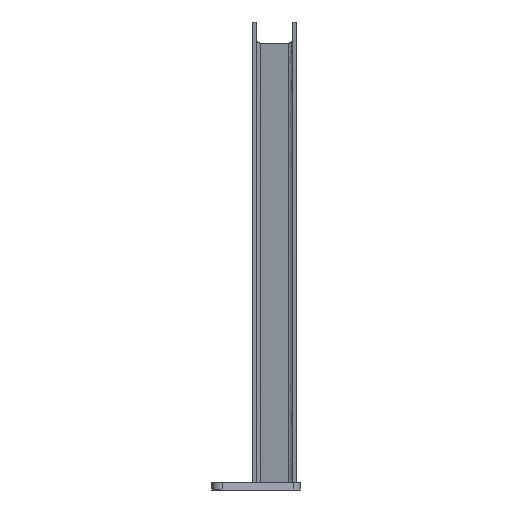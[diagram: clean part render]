
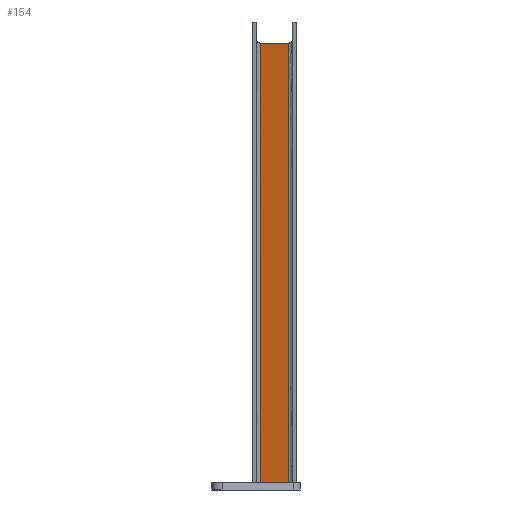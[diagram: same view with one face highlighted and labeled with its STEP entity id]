
A CAD part, left-side view. The second image highlights one B-rep face of the part: STEP entity #154.
In plain terms, the highlighted planar face has unit normal (-0.985, 0, -0.174).
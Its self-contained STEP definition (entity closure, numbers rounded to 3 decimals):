
#154=ADVANCED_FACE('',(#208),#1020,.T.);
#208=FACE_OUTER_BOUND('',#262,.T.);
#262=EDGE_LOOP('',(#413,#414,#415,#416));
#413=ORIENTED_EDGE('',*,*,#643,.T.);
#414=ORIENTED_EDGE('',*,*,#644,.T.);
#415=ORIENTED_EDGE('',*,*,#645,.T.);
#416=ORIENTED_EDGE('',*,*,#646,.F.);
#643=EDGE_CURVE('',#947,#948,#844,.T.);
#644=EDGE_CURVE('',#948,#949,#845,.T.);
#645=EDGE_CURVE('',#949,#950,#846,.T.);
#646=EDGE_CURVE('',#947,#950,#847,.T.);
#844=B_SPLINE_CURVE_WITH_KNOTS('',1,(#1498,#1499),.UNSPECIFIED.,.F.,.F.,
(2,2),(-0.465,4.215),.UNSPECIFIED.);
#845=B_SPLINE_CURVE_WITH_KNOTS('',1,(#1500,#1501),.UNSPECIFIED.,.F.,.F.,
(2,2),(4.314,80.333),.UNSPECIFIED.);
#846=B_SPLINE_CURVE_WITH_KNOTS('',1,(#1502,#1503),.UNSPECIFIED.,.F.,.F.,
(2,2),(-4.215,0.465),.UNSPECIFIED.);
#847=B_SPLINE_CURVE_WITH_KNOTS('',1,(#1504,#1505),.UNSPECIFIED.,.F.,.F.,
(2,2),(4.314,80.333),.UNSPECIFIED.);
#947=VERTEX_POINT('',#1478);
#948=VERTEX_POINT('',#1479);
#949=VERTEX_POINT('',#1480);
#950=VERTEX_POINT('',#1481);
#1020=PLANE('',#1076);
#1076=AXIS2_PLACEMENT_3D('',#1457,#1116,$);
#1116=DIRECTION('',(-0.985,0.,-0.174));
#1457=CARTESIAN_POINT('',(175.149,20.09,11.99));
#1478=CARTESIAN_POINT('',(43.142,20.1,760.64));
#1479=CARTESIAN_POINT('',(43.142,66.9,760.64));
#1480=CARTESIAN_POINT('',(175.147,66.9,12.));
#1481=CARTESIAN_POINT('',(175.147,20.1,12.));
#1498=CARTESIAN_POINT('',(43.142,20.1,760.64));
#1499=CARTESIAN_POINT('',(43.142,66.9,760.64));
#1500=CARTESIAN_POINT('',(43.142,66.9,760.64));
#1501=CARTESIAN_POINT('',(175.147,66.9,12.));
#1502=CARTESIAN_POINT('',(175.147,66.9,12.));
#1503=CARTESIAN_POINT('',(175.147,20.1,12.));
#1504=CARTESIAN_POINT('',(43.142,20.1,760.64));
#1505=CARTESIAN_POINT('',(175.147,20.1,12.));
